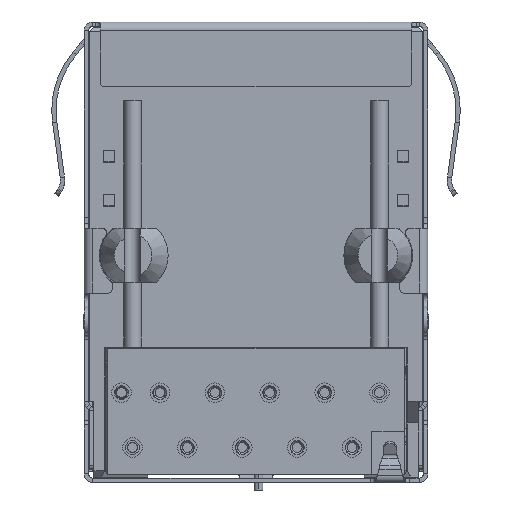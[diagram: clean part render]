
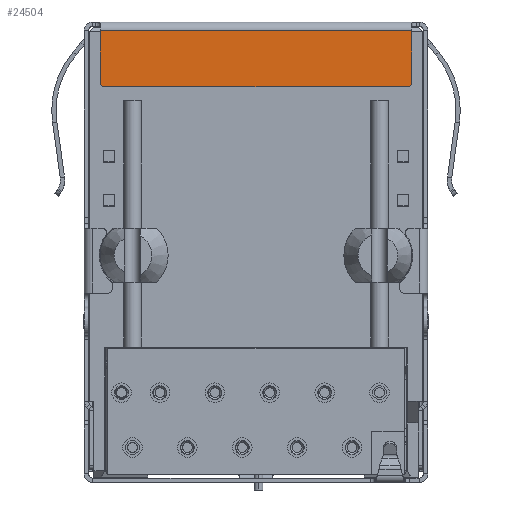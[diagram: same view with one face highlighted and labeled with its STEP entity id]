
A CAD part, front view. The second image highlights one B-rep face of the part: STEP entity #24504.
In plain terms, the highlighted planar face has unit normal (0, -1, 0).
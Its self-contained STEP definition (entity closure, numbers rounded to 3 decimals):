
#1561 = VECTOR ( 'NONE', #76106, 1000. ) ;
#2150 = CARTESIAN_POINT ( 'NONE',  ( 7.2, -6.75, 18.5 ) ) ;
#3254 = DIRECTION ( 'NONE',  ( 1., 0., 0. ) ) ;
#10290 = CARTESIAN_POINT ( 'NONE',  ( -7.2, -6.75, 20.9 ) ) ;
#14107 = CARTESIAN_POINT ( 'NONE',  ( -7., -6.75, 18.3 ) ) ;
#14399 = ORIENTED_EDGE ( 'NONE', *, *, #38397, .F. ) ;
#17544 = AXIS2_PLACEMENT_3D ( 'NONE', #27923, #18840, #55549 ) ;
#17713 = VERTEX_POINT ( 'NONE', #111629 ) ;
#18840 = DIRECTION ( 'NONE',  ( 0., 1., 0. ) ) ;
#18846 = VERTEX_POINT ( 'NONE', #2150 ) ;
#19110 = EDGE_CURVE ( 'NONE', #88436, #80685, #65098, .T. ) ;
#24504 = ADVANCED_FACE ( 'NONE', ( #56413 ), #74499, .T. ) ;
#26104 = VERTEX_POINT ( 'NONE', #14107 ) ;
#27001 = DIRECTION ( 'NONE',  ( 0., -1., 0. ) ) ;
#27858 = VECTOR ( 'NONE', #88010, 1000. ) ;
#27923 = CARTESIAN_POINT ( 'NONE',  ( -7., -6.75, 18.5 ) ) ;
#28771 = DIRECTION ( 'NONE',  ( 0., 0., -1. ) ) ;
#38397 = EDGE_CURVE ( 'NONE', #18846, #17713, #99341, .T. ) ;
#38599 = LINE ( 'NONE', #80966, #97071 ) ;
#38815 = CARTESIAN_POINT ( 'NONE',  ( -7.2, -6.75, 18.5 ) ) ;
#42842 = CARTESIAN_POINT ( 'NONE',  ( 7.2, -6.75, 20.9 ) ) ;
#50693 = ORIENTED_EDGE ( 'NONE', *, *, #64928, .T. ) ;
#50770 = CARTESIAN_POINT ( 'NONE',  ( 7., -6.75, 18.5 ) ) ;
#51154 = EDGE_LOOP ( 'NONE', ( #91818, #74544, #95722, #92474, #50693, #14399 ) ) ;
#52115 = AXIS2_PLACEMENT_3D ( 'NONE', #111277, #27001, #28771 ) ;
#55469 = VERTEX_POINT ( 'NONE', #114646 ) ;
#55549 = DIRECTION ( 'NONE',  ( 0., 0., -1. ) ) ;
#56413 = FACE_OUTER_BOUND ( 'NONE', #51154, .T. ) ;
#63619 = CIRCLE ( 'NONE', #17544, 0.2 ) ;
#64928 = EDGE_CURVE ( 'NONE', #26104, #17713, #38599, .T. ) ;
#65098 = LINE ( 'NONE', #10290, #69559 ) ;
#69559 = VECTOR ( 'NONE', #100627, 1000. ) ;
#70493 = AXIS2_PLACEMENT_3D ( 'NONE', #50770, #87526, #3254 ) ;
#74499 = PLANE ( 'NONE',  #52115 ) ;
#74544 = ORIENTED_EDGE ( 'NONE', *, *, #102062, .T. ) ;
#74642 = EDGE_CURVE ( 'NONE', #26104, #80685, #63619, .T. ) ;
#75334 = DIRECTION ( 'NONE',  ( 1., 0., 0. ) ) ;
#75519 = CARTESIAN_POINT ( 'NONE',  ( 7.2, -6.75, 20.9 ) ) ;
#76106 = DIRECTION ( 'NONE',  ( 0., 0., -1. ) ) ;
#80685 = VERTEX_POINT ( 'NONE', #38815 ) ;
#80966 = CARTESIAN_POINT ( 'NONE',  ( -7., -6.75, 18.3 ) ) ;
#87526 = DIRECTION ( 'NONE',  ( 0., 1., 0. ) ) ;
#88010 = DIRECTION ( 'NONE',  ( -1., 0., 0. ) ) ;
#88436 = VERTEX_POINT ( 'NONE', #93611 ) ;
#91818 = ORIENTED_EDGE ( 'NONE', *, *, #95380, .F. ) ;
#92474 = ORIENTED_EDGE ( 'NONE', *, *, #74642, .F. ) ;
#93611 = CARTESIAN_POINT ( 'NONE',  ( -7.2, -6.75, 20.9 ) ) ;
#95380 = EDGE_CURVE ( 'NONE', #55469, #18846, #103219, .T. ) ;
#95722 = ORIENTED_EDGE ( 'NONE', *, *, #19110, .T. ) ;
#97071 = VECTOR ( 'NONE', #75334, 1000. ) ;
#99341 = CIRCLE ( 'NONE', #70493, 0.2 ) ;
#100627 = DIRECTION ( 'NONE',  ( 0., 0., -1. ) ) ;
#102062 = EDGE_CURVE ( 'NONE', #55469, #88436, #117560, .T. ) ;
#103219 = LINE ( 'NONE', #75519, #1561 ) ;
#111277 = CARTESIAN_POINT ( 'NONE',  ( -7.95, -6.75, 21.3 ) ) ;
#111629 = CARTESIAN_POINT ( 'NONE',  ( 7., -6.75, 18.3 ) ) ;
#114646 = CARTESIAN_POINT ( 'NONE',  ( 7.2, -6.75, 20.9 ) ) ;
#117560 = LINE ( 'NONE', #42842, #27858 ) ;
